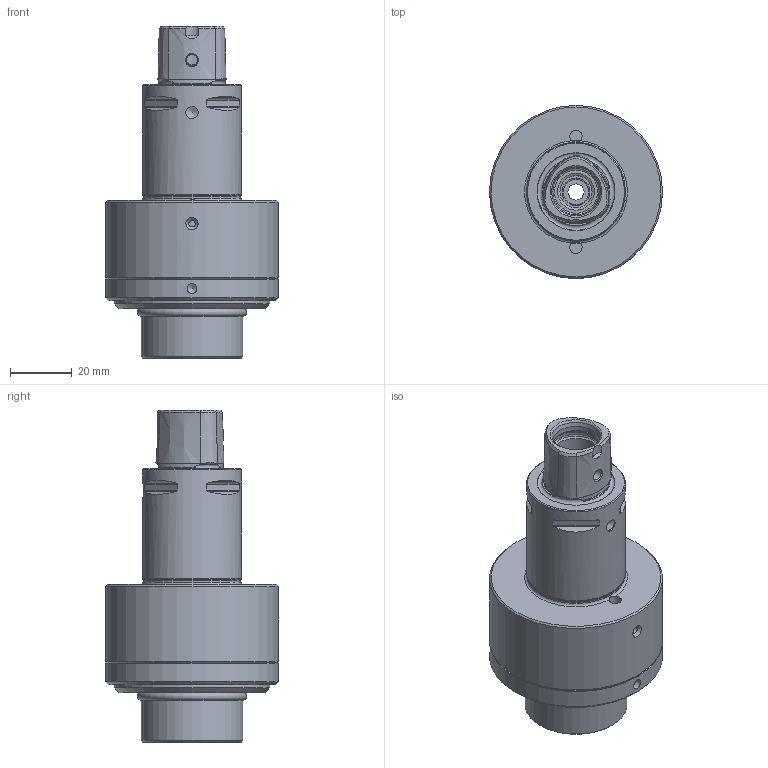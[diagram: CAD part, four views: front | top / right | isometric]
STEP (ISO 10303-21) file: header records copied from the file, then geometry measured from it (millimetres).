
FILE_DESCRIPTION(/* description */ (''),/* implementation_level */ '2;1');
FILE_NAME(/* name */ '280392003.stp',/* time_stamp */ '2021-01-21T07:15:59',/* author */ ('LRA'),/* organization */ ('REGO-FIX'),/* preprocessor_version */ ' Unknown',/* originating_system */ 'SIEMENS PLM Software Solid Edge ST10',/* authorization */ 'Unknown');
FILE_SCHEMA (('AUTOMOTIVE_DESIGN { 1 0 10303 214 2 1 1}'));
Length unit declared in the file: millimetre
Products named in the file (1): NOCUT
Bounding box: 56 x 56 x 107.5 mm (x, y, z)
Volume: 96680.4 mm3; surface area: 37883.6 mm2
Topology: 1 solids, 3 shells, 212 faces, 485 edges, 300 vertices
Faces by surface type: cone 91, cylinder 50, plane 44, torus 24, bspline 3
Full cylindrical faces by diameter (mm): 2.113 x1, 3.2 x2, 3.6 x1, 4 x5, 5.2 x2, 7.4 x1, 9 x2, 10.376 x1, 12 x1, 12.5 x1, 14 x1, 15 x2, 16.5 x1, 25 x1, 28.5 x1, 31.7 x1, 32 x1, 33 x2, 33.2 x1, 43.9 x1, 44.5 x1, 46 x1, 46.4 x1, 46.5 x1, 46.6 x1, 46.917 x1, 48 x1, 48.5 x1, 50.3 x1, 56 x2
Entity records: 7453 total; most frequent: CARTESIAN_POINT 1831, DIRECTION 888, ORIENTED_EDGE 662, AXIS2_PLACEMENT_3D 419, FACE_BOUND 369, EDGE_LOOP 365, EDGE_CURVE 331, VERTEX_POINT 264
